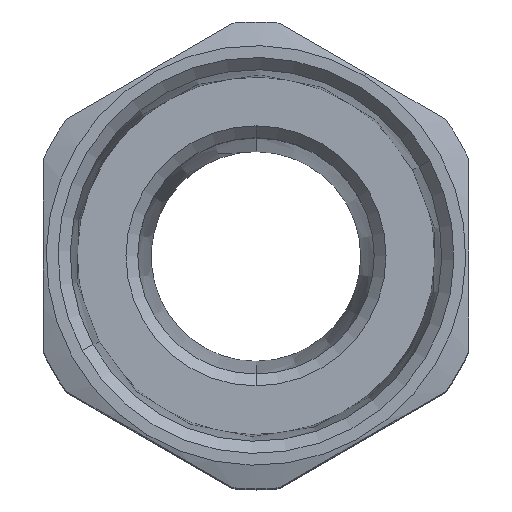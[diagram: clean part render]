
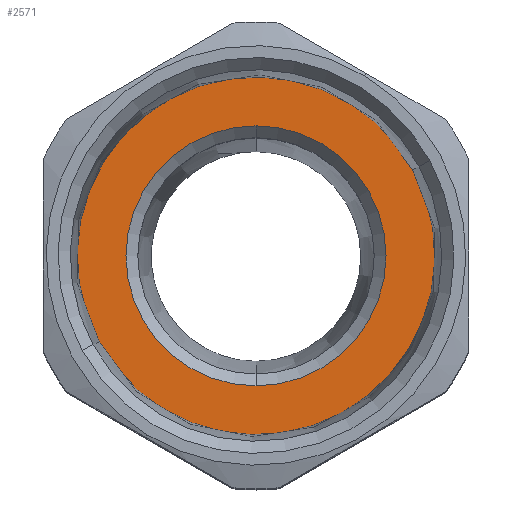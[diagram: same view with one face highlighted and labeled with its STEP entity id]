
A CAD part, top view. The second image highlights one B-rep face of the part: STEP entity #2571.
In plain terms, the highlighted planar face has unit normal (0, 0, 1).
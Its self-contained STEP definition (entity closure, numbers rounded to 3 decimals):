
#2533=AXIS2_PLACEMENT_3D('Plane Axis2P3D',#2530,#2531,#2532) ;
#2537=AXIS2_PLACEMENT_3D('Circle Axis2P3D',#2535,#2536,$) ;
#2546=AXIS2_PLACEMENT_3D('Circle Axis2P3D',#2544,#2545,$) ;
#2555=AXIS2_PLACEMENT_3D('Circle Axis2P3D',#2553,#2554,$) ;
#2564=AXIS2_PLACEMENT_3D('Circle Axis2P3D',#2562,#2563,$) ;
#2530=CARTESIAN_POINT('Axis2P3D Location',(33.128,19.75,51.75)) ;
#2535=CARTESIAN_POINT('Axis2P3D Location',(18.,19.75,51.75)) ;
#2539=CARTESIAN_POINT('Vertex',(4.724,12.497,51.75)) ;
#2541=CARTESIAN_POINT('Vertex',(31.276,27.003,51.75)) ;
#2544=CARTESIAN_POINT('Axis2P3D Location',(18.,19.75,51.75)) ;
#2553=CARTESIAN_POINT('Axis2P3D Location',(18.,19.75,51.75)) ;
#2557=CARTESIAN_POINT('Vertex',(18.,30.75,51.75)) ;
#2559=CARTESIAN_POINT('Vertex',(18.,8.75,51.75)) ;
#2562=CARTESIAN_POINT('Axis2P3D Location',(18.,19.75,51.75)) ;
#2531=DIRECTION('Axis2P3D Direction',(0.,0.,1.)) ;
#2532=DIRECTION('Axis2P3D XDirection',(0.,1.,0.)) ;
#2536=DIRECTION('Axis2P3D Direction',(0.,0.,1.)) ;
#2545=DIRECTION('Axis2P3D Direction',(0.,0.,1.)) ;
#2554=DIRECTION('Axis2P3D Direction',(0.,0.,1.)) ;
#2563=DIRECTION('Axis2P3D Direction',(0.,0.,1.)) ;
#2550=ORIENTED_EDGE('',*,*,#2543,.T.) ;
#2551=ORIENTED_EDGE('',*,*,#2548,.T.) ;
#2568=ORIENTED_EDGE('',*,*,#2561,.F.) ;
#2569=ORIENTED_EDGE('',*,*,#2566,.F.) ;
#2570=FACE_BOUND('',#2567,.T.) ;
#2571=ADVANCED_FACE('Body',(#2552,#2570),#2534,.T.) ;
#2538=CIRCLE('generated circle',#2537,15.128) ;
#2547=CIRCLE('generated circle',#2546,15.128) ;
#2556=CIRCLE('generated circle',#2555,11.) ;
#2565=CIRCLE('generated circle',#2564,11.) ;
#2543=EDGE_CURVE('',#2540,#2542,#2538,.T.) ;
#2548=EDGE_CURVE('',#2542,#2540,#2547,.T.) ;
#2561=EDGE_CURVE('',#2558,#2560,#2556,.T.) ;
#2566=EDGE_CURVE('',#2560,#2558,#2565,.T.) ;
#2549=EDGE_LOOP('',(#2550,#2551)) ;
#2567=EDGE_LOOP('',(#2568,#2569)) ;
#2552=FACE_OUTER_BOUND('',#2549,.T.) ;
#2534=PLANE('',#2533) ;
#2540=VERTEX_POINT('',#2539) ;
#2542=VERTEX_POINT('',#2541) ;
#2558=VERTEX_POINT('',#2557) ;
#2560=VERTEX_POINT('',#2559) ;
